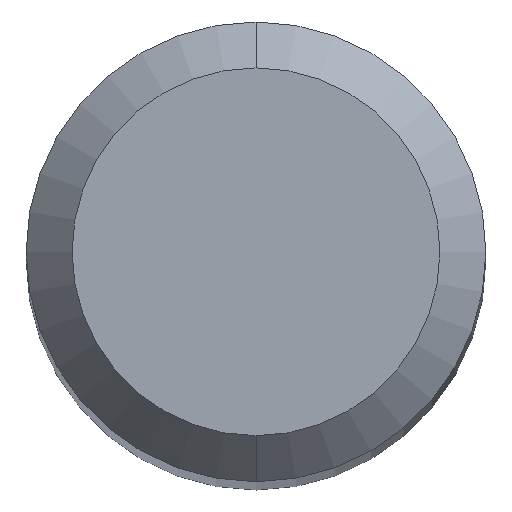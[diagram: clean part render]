
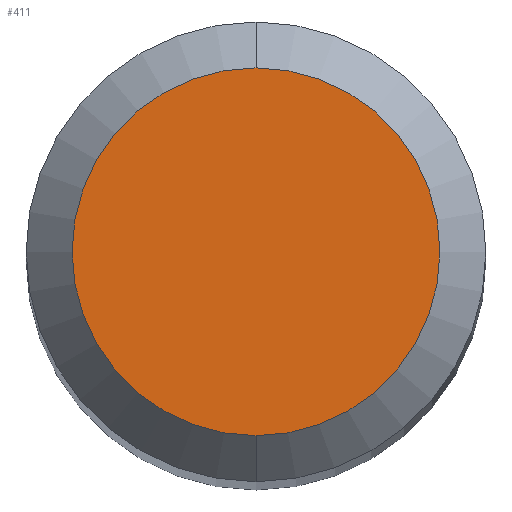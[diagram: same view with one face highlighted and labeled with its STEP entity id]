
A CAD part, top view. The second image highlights one B-rep face of the part: STEP entity #411.
In plain terms, the highlighted planar face has unit normal (0, 0, 1).
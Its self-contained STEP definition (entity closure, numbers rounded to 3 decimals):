
#411=ADVANCED_FACE('',(#1050),#1051,.T.);
#537=VERTEX_POINT('',#1188);
#573=EDGE_CURVE('',#537,#767,#1227,.T.);
#767=VERTEX_POINT('',#1442);
#833=EDGE_CURVE('',#767,#537,#1515,.T.);
#1050=FACE_OUTER_BOUND('',#1952,.T.);
#1051=PLANE('',#1953);
#1188=CARTESIAN_POINT('',(0.0,1.2,0.0));
#1227=CIRCLE('',#2794,1.2);
#1442=CARTESIAN_POINT('',(0.,-1.2,0.0));
#1515=CIRCLE('',#4271,1.2);
#1952=EDGE_LOOP('',(#4910,#4911));
#1953=AXIS2_PLACEMENT_3D('',#4912,#4913,#4914);
#2794=AXIS2_PLACEMENT_3D('',#5083,#5084,#5085);
#4271=AXIS2_PLACEMENT_3D('',#5416,#5417,#5418);
#4910=ORIENTED_EDGE('',*,*,#573,.F.);
#4911=ORIENTED_EDGE('',*,*,#833,.F.);
#4912=CARTESIAN_POINT('',(0.0,0.6,0.0));
#4913=DIRECTION('',(-0.0,0.0,1.0));
#4914=DIRECTION('',(0.0,-1.0,0.0));
#5083=CARTESIAN_POINT('',(0.0,0.0,0.0));
#5084=DIRECTION('',(0.0,0.0,-1.0));
#5085=DIRECTION('',(0.0,1.0,0.0));
#5416=CARTESIAN_POINT('',(0.0,0.0,0.0));
#5417=DIRECTION('',(0.0,0.0,-1.0));
#5418=DIRECTION('',(0.0,1.0,0.0));
